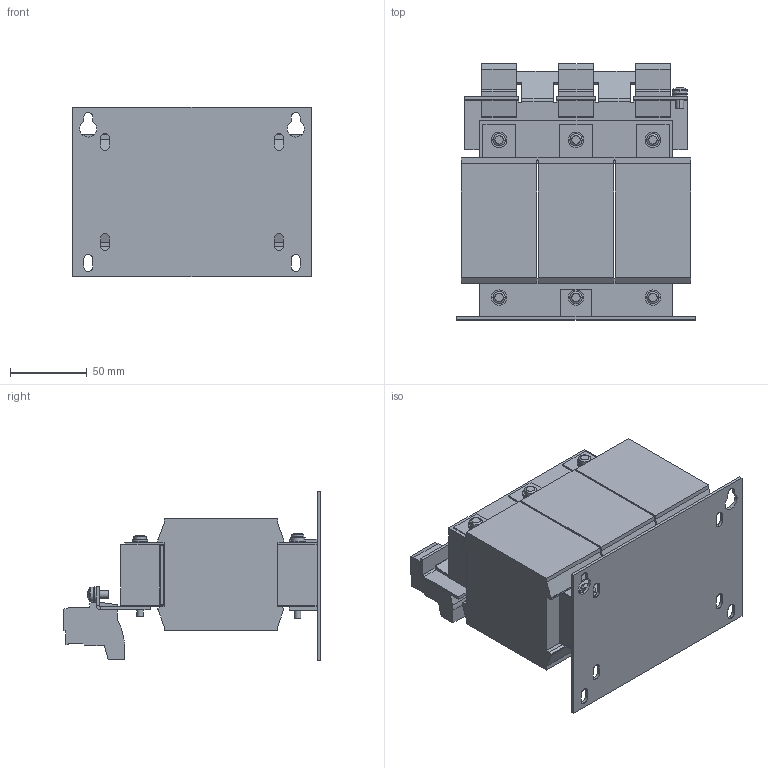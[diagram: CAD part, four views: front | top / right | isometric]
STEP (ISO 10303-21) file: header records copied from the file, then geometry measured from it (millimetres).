
FILE_DESCRIPTION (( 'STEP AP214' ), '1' );
FILE_NAME ('212727.STEP', '2020-05-29T00:09:20', ( '' ), ( '' ), 'SwSTEP 2.0', 'SolidWorks 2018', '' );
FILE_SCHEMA (( 'AUTOMOTIVE_DESIGN' ));
Length unit declared in the file: millimetre
Products named in the file (1): 212727
Bounding box: 155 x 166.6 x 110 mm (x, y, z)
Volume: 1203433.6 mm3; surface area: 159182.3 mm2
Topology: 1 solids, 1 shells, 615 faces, 1654 edges, 1059 vertices
Faces by surface type: plane 477, cylinder 113, sphere 14, cone 6, torus 5
Entity records: 19074 total; most frequent: CARTESIAN_POINT 3375, ORIENTED_EDGE 3304, DIRECTION 3172, EDGE_CURVE 1652, VECTOR 1332, LINE 1332, VERTEX_POINT 1059, AXIS2_PLACEMENT_3D 920
